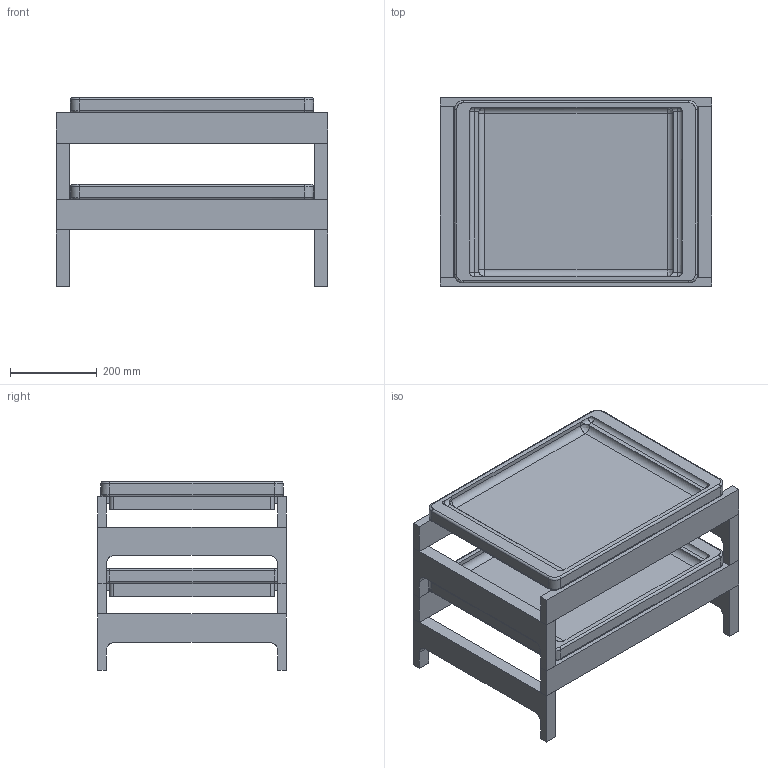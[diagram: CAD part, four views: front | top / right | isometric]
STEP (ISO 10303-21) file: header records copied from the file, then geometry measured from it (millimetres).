
FILE_DESCRIPTION(/* description */ (''),/* implementation_level */ '2;1');
FILE_NAME(/* name */ 'Tray_Rack_CB-33_3D',/* time_stamp */ '2023-10-06T13:16:41+02:00',/* author */ (''),/* organization */ (''),/* preprocessor_version */ 'ST-DEVELOPER v16.5',/* originating_system */ 'Rhino 7.31',/* authorisation */ '');
FILE_SCHEMA (('AUTOMOTIVE_DESIGN'));
Length unit declared in the file: centimetre
Products named in the file (2): Document; Tray_Rack_CB-33
Assembly tree (1 placements, depth 2):
  Document
    Tray_Rack_CB-33
Bounding box: 626 x 435 x 435 mm (x, y, z)
Volume: 12096412.5 mm3; surface area: 2190108.3 mm2
Topology: 10 solids, 34 shells, 258 faces, 652 edges, 432 vertices
Faces by surface type: plane 158, cylinder 68, bspline 32
Entity records: 7560 total; most frequent: CARTESIAN_POINT 2959, ORIENTED_EDGE 1176, EDGE_CURVE 652, B_SPLINE_CURVE_WITH_KNOTS 459, VERTEX_POINT 432, EDGE_LOOP 260, ADVANCED_FACE 258, FACE_OUTER_BOUND 258
